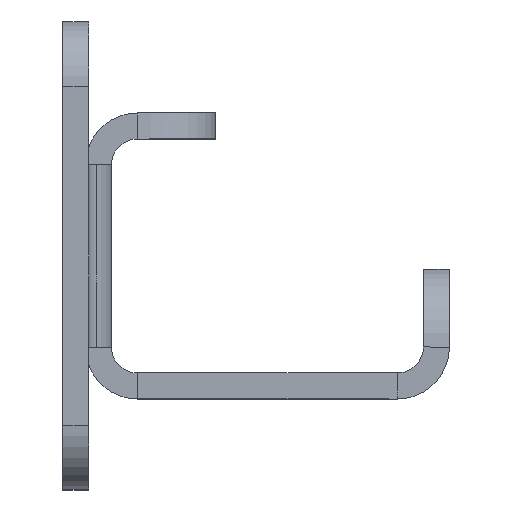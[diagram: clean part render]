
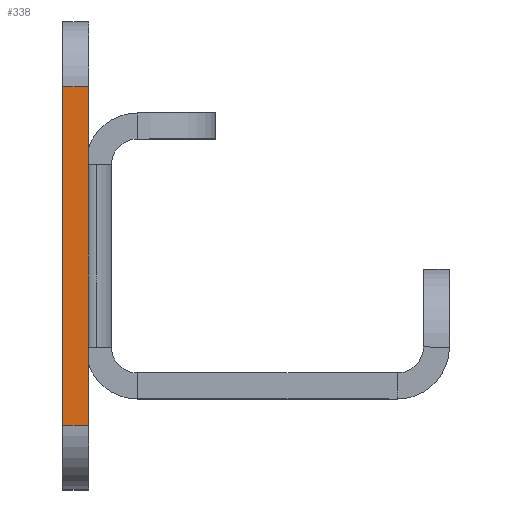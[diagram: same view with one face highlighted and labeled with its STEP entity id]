
A CAD part, left-side view. The second image highlights one B-rep face of the part: STEP entity #338.
In plain terms, the highlighted planar face has unit normal (-1, 0, 0).
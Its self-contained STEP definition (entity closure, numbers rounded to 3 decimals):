
#218 = CARTESIAN_POINT ( 'NONE',  ( -428.5, -0.243, -13. ) ) ;
#224 = DIRECTION ( 'NONE',  ( 0., 0., 1. ) ) ;
#272 = EDGE_CURVE ( 'NONE', #2394, #1514, #1418, .T. ) ;
#320 = CARTESIAN_POINT ( 'NONE',  ( -428.5, -49.079, -13. ) ) ;
#327 = EDGE_CURVE ( 'NONE', #4500, #6262, #1349, .T. ) ;
#338 = ADVANCED_FACE ( 'NONE', ( #804 ), #7218, .T. ) ;
#358 = LINE ( 'NONE', #320, #4653 ) ;
#547 = LINE ( 'NONE', #6970, #1074 ) ;
#804 = FACE_OUTER_BOUND ( 'NONE', #5357, .T. ) ;
#1074 = VECTOR ( 'NONE', #6406, 1000. ) ;
#1349 = LINE ( 'NONE', #6007, #3289 ) ;
#1418 = LINE ( 'NONE', #3645, #4049 ) ;
#1514 = VERTEX_POINT ( 'NONE', #218 ) ;
#1902 = ORIENTED_EDGE ( 'NONE', *, *, #6749, .T. ) ;
#1953 = DIRECTION ( 'NONE',  ( 0., 0., 1. ) ) ;
#2236 = CARTESIAN_POINT ( 'NONE',  ( -428.5, 1.757, 13. ) ) ;
#2394 = VERTEX_POINT ( 'NONE', #5109 ) ;
#3105 = DIRECTION ( 'NONE',  ( 0., 0., -1. ) ) ;
#3289 = VECTOR ( 'NONE', #224, 1000. ) ;
#3645 = CARTESIAN_POINT ( 'NONE',  ( -428.5, -0.243, -18. ) ) ;
#3787 = DIRECTION ( 'NONE',  ( -1., 0., 0. ) ) ;
#3945 = EDGE_CURVE ( 'NONE', #2394, #6262, #547, .T. ) ;
#4049 = VECTOR ( 'NONE', #3105, 1000. ) ;
#4387 = DIRECTION ( 'NONE',  ( 0., -1., 0. ) ) ;
#4500 = VERTEX_POINT ( 'NONE', #7110 ) ;
#4653 = VECTOR ( 'NONE', #4387, 1000. ) ;
#5109 = CARTESIAN_POINT ( 'NONE',  ( -428.5, -0.243, 13. ) ) ;
#5357 = EDGE_LOOP ( 'NONE', ( #5655, #7268, #6546, #1902 ) ) ;
#5655 = ORIENTED_EDGE ( 'NONE', *, *, #272, .F. ) ;
#6007 = CARTESIAN_POINT ( 'NONE',  ( -428.5, 1.757, -18. ) ) ;
#6262 = VERTEX_POINT ( 'NONE', #2236 ) ;
#6406 = DIRECTION ( 'NONE',  ( 0., 1., 0. ) ) ;
#6546 = ORIENTED_EDGE ( 'NONE', *, *, #327, .F. ) ;
#6695 = AXIS2_PLACEMENT_3D ( 'NONE', #7177, #3787, #1953 ) ;
#6749 = EDGE_CURVE ( 'NONE', #4500, #1514, #358, .T. ) ;
#6970 = CARTESIAN_POINT ( 'NONE',  ( -428.5, -49.079, 13. ) ) ;
#7110 = CARTESIAN_POINT ( 'NONE',  ( -428.5, 1.757, -13. ) ) ;
#7177 = CARTESIAN_POINT ( 'NONE',  ( -428.5, -49.079, -18. ) ) ;
#7218 = PLANE ( 'NONE',  #6695 ) ;
#7268 = ORIENTED_EDGE ( 'NONE', *, *, #3945, .T. ) ;
